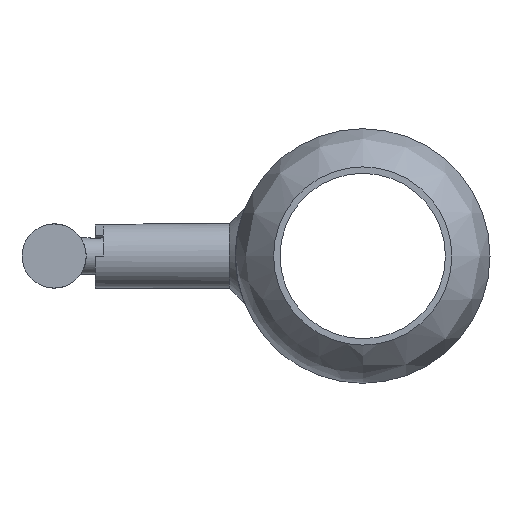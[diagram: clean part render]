
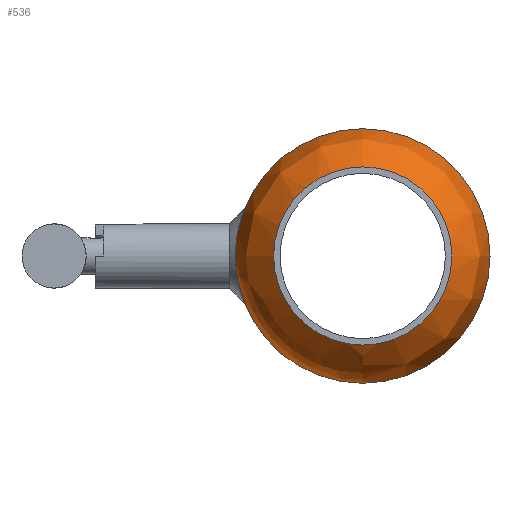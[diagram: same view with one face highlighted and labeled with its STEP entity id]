
A CAD part, left-side view. The second image highlights one B-rep face of the part: STEP entity #536.
In plain terms, the highlighted free-form (B-spline) face has degree [2, 2] with [3, 9] control points.
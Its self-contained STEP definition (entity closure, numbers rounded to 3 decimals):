
#16=(
BOUNDED_SURFACE()
B_SPLINE_SURFACE(2,2,((#1175,#1176,#1177,#1178,#1179,#1180,#1181,#1182,
#1183),(#1184,#1185,#1186,#1187,#1188,#1189,#1190,#1191,#1192),(#1193,#1194,
#1195,#1196,#1197,#1198,#1199,#1200,#1201)),.UNSPECIFIED.,.F.,.T.,.F.)
B_SPLINE_SURFACE_WITH_KNOTS((3,3),(3,2,2,2,3),(0.,1.02),(-3.142,
-1.571,0.,1.571,3.142),.UNSPECIFIED.)
GEOMETRIC_REPRESENTATION_ITEM()
RATIONAL_B_SPLINE_SURFACE(((1.,0.707,1.,0.707,1.,
0.707,1.,0.707,1.),(0.873,0.617,
0.873,0.617,0.873,0.617,
0.873,0.617,0.873),(1.,0.707,
1.,0.707,1.,0.707,1.,0.707,1.)))
REPRESENTATION_ITEM('')
SURFACE()
);
#77=CIRCLE('',#620,63.5);
#78=CIRCLE('',#621,63.5);
#79=CIRCLE('',#622,63.5);
#80=CIRCLE('',#623,44.45);
#81=CIRCLE('',#624,44.45);
#82=CIRCLE('',#625,40.);
#83=CIRCLE('',#626,44.45);
#109=FACE_OUTER_BOUND('',#145,.T.);
#145=EDGE_LOOP('',(#484,#485,#486,#487,#488,#489,#490,#491));
#256=VERTEX_POINT('',#1167);
#257=VERTEX_POINT('',#1168);
#258=VERTEX_POINT('',#1170);
#259=VERTEX_POINT('',#1202);
#260=VERTEX_POINT('',#1203);
#261=VERTEX_POINT('',#1205);
#331=EDGE_CURVE('',#256,#257,#77,.T.);
#332=EDGE_CURVE('',#258,#256,#78,.T.);
#333=EDGE_CURVE('',#257,#258,#79,.T.);
#336=EDGE_CURVE('',#259,#260,#80,.T.);
#337=EDGE_CURVE('',#261,#259,#81,.T.);
#338=EDGE_CURVE('',#261,#258,#82,.T.);
#339=EDGE_CURVE('',#260,#261,#83,.T.);
#484=ORIENTED_EDGE('',*,*,#336,.F.);
#485=ORIENTED_EDGE('',*,*,#337,.F.);
#486=ORIENTED_EDGE('',*,*,#338,.T.);
#487=ORIENTED_EDGE('',*,*,#332,.T.);
#488=ORIENTED_EDGE('',*,*,#331,.T.);
#489=ORIENTED_EDGE('',*,*,#333,.T.);
#490=ORIENTED_EDGE('',*,*,#338,.F.);
#491=ORIENTED_EDGE('',*,*,#339,.F.);
#536=ADVANCED_FACE('',(#109),#16,.F.);
#620=AXIS2_PLACEMENT_3D('',#1169,#773,#774);
#621=AXIS2_PLACEMENT_3D('',#1171,#775,#776);
#622=AXIS2_PLACEMENT_3D('',#1172,#777,#778);
#623=AXIS2_PLACEMENT_3D('',#1204,#781,#782);
#624=AXIS2_PLACEMENT_3D('',#1206,#783,#784);
#625=AXIS2_PLACEMENT_3D('',#1207,#785,#786);
#626=AXIS2_PLACEMENT_3D('',#1208,#787,#788);
#773=DIRECTION('center_axis',(-1.,0.,0.));
#774=DIRECTION('ref_axis',(0.,0.,1.));
#775=DIRECTION('center_axis',(-1.,0.,0.));
#776=DIRECTION('ref_axis',(0.,0.,1.));
#777=DIRECTION('center_axis',(-1.,0.,0.));
#778=DIRECTION('ref_axis',(0.,0.,1.));
#781=DIRECTION('center_axis',(-1.,0.,0.));
#782=DIRECTION('ref_axis',(0.,0.,1.));
#783=DIRECTION('center_axis',(-1.,0.,0.));
#784=DIRECTION('ref_axis',(0.,0.,1.));
#785=DIRECTION('center_axis',(0.,-1.,0.));
#786=DIRECTION('ref_axis',(0.,0.,-1.));
#787=DIRECTION('center_axis',(-1.,0.,0.));
#788=DIRECTION('ref_axis',(0.,0.,1.));
#1167=CARTESIAN_POINT('',(-55.925,-63.5,0.));
#1168=CARTESIAN_POINT('',(-55.925,63.5,0.));
#1169=CARTESIAN_POINT('Origin',(-55.925,0.,0.));
#1170=CARTESIAN_POINT('',(-55.925,0.,-63.5));
#1171=CARTESIAN_POINT('Origin',(-55.925,0.,0.));
#1172=CARTESIAN_POINT('Origin',(-55.925,0.,0.));
#1175=CARTESIAN_POINT('Ctrl Pts',(-55.925,0.,-63.5));
#1176=CARTESIAN_POINT('Ctrl Pts',(-55.925,-63.5,-63.5));
#1177=CARTESIAN_POINT('Ctrl Pts',(-55.925,-63.5,0.));
#1178=CARTESIAN_POINT('Ctrl Pts',(-55.925,-63.5,63.5));
#1179=CARTESIAN_POINT('Ctrl Pts',(-55.925,0.,63.5));
#1180=CARTESIAN_POINT('Ctrl Pts',(-55.925,63.5,63.5));
#1181=CARTESIAN_POINT('Ctrl Pts',(-55.925,63.5,0.));
#1182=CARTESIAN_POINT('Ctrl Pts',(-55.925,63.5,-63.5));
#1183=CARTESIAN_POINT('Ctrl Pts',(-55.925,0.,-63.5));
#1184=CARTESIAN_POINT('Ctrl Pts',(-78.288,0.,-63.5));
#1185=CARTESIAN_POINT('Ctrl Pts',(-78.288,-63.5,-63.5));
#1186=CARTESIAN_POINT('Ctrl Pts',(-78.288,-63.5,0.));
#1187=CARTESIAN_POINT('Ctrl Pts',(-78.288,-63.5,63.5));
#1188=CARTESIAN_POINT('Ctrl Pts',(-78.288,0.,63.5));
#1189=CARTESIAN_POINT('Ctrl Pts',(-78.288,63.5,63.5));
#1190=CARTESIAN_POINT('Ctrl Pts',(-78.288,63.5,0.));
#1191=CARTESIAN_POINT('Ctrl Pts',(-78.288,63.5,-63.5));
#1192=CARTESIAN_POINT('Ctrl Pts',(-78.288,0.,-63.5));
#1193=CARTESIAN_POINT('Ctrl Pts',(-90.,0.,-44.45));
#1194=CARTESIAN_POINT('Ctrl Pts',(-90.,-44.45,-44.45));
#1195=CARTESIAN_POINT('Ctrl Pts',(-90.,-44.45,0.));
#1196=CARTESIAN_POINT('Ctrl Pts',(-90.,-44.45,44.45));
#1197=CARTESIAN_POINT('Ctrl Pts',(-90.,0.,44.45));
#1198=CARTESIAN_POINT('Ctrl Pts',(-90.,44.45,44.45));
#1199=CARTESIAN_POINT('Ctrl Pts',(-90.,44.45,0.));
#1200=CARTESIAN_POINT('Ctrl Pts',(-90.,44.45,-44.45));
#1201=CARTESIAN_POINT('Ctrl Pts',(-90.,0.,-44.45));
#1202=CARTESIAN_POINT('',(-90.,-44.45,0.));
#1203=CARTESIAN_POINT('',(-90.,44.45,0.));
#1204=CARTESIAN_POINT('Origin',(-90.,0.,0.));
#1205=CARTESIAN_POINT('',(-90.,0.,-44.45));
#1206=CARTESIAN_POINT('Origin',(-90.,0.,0.));
#1207=CARTESIAN_POINT('Origin',(-55.925,0.,
-23.5));
#1208=CARTESIAN_POINT('Origin',(-90.,0.,0.));
